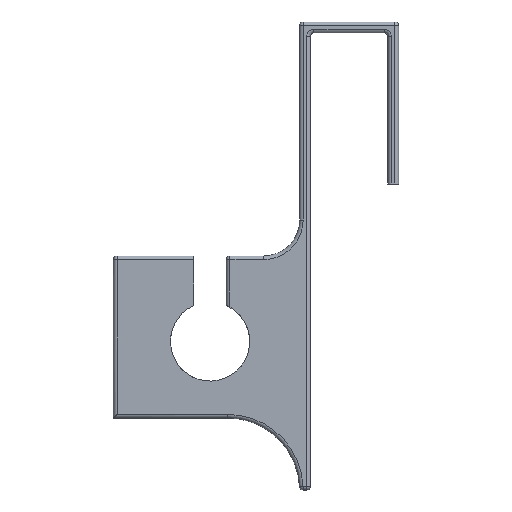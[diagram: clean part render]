
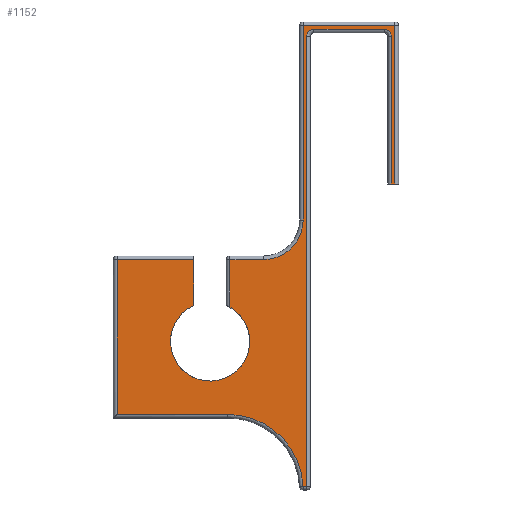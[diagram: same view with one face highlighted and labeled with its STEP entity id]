
A CAD part, left-side view. The second image highlights one B-rep face of the part: STEP entity #1152.
In plain terms, the highlighted planar face has unit normal (-1, 0, 0).
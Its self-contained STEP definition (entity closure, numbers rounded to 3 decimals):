
#93=CIRCLE('',#1256,11.);
#94=CIRCLE('',#1257,21.);
#95=CIRCLE('',#1258,2.);
#96=CIRCLE('',#1259,2.);
#97=CIRCLE('',#1260,11.);
#242=ORIENTED_EDGE('',*,*,#582,.T.);
#243=ORIENTED_EDGE('',*,*,#583,.T.);
#244=ORIENTED_EDGE('',*,*,#584,.T.);
#245=ORIENTED_EDGE('',*,*,#585,.T.);
#246=ORIENTED_EDGE('',*,*,#586,.T.);
#247=ORIENTED_EDGE('',*,*,#587,.T.);
#248=ORIENTED_EDGE('',*,*,#588,.T.);
#249=ORIENTED_EDGE('',*,*,#589,.T.);
#250=ORIENTED_EDGE('',*,*,#590,.T.);
#251=ORIENTED_EDGE('',*,*,#591,.T.);
#252=ORIENTED_EDGE('',*,*,#592,.F.);
#253=ORIENTED_EDGE('',*,*,#593,.T.);
#254=ORIENTED_EDGE('',*,*,#594,.F.);
#255=ORIENTED_EDGE('',*,*,#595,.T.);
#256=ORIENTED_EDGE('',*,*,#544,.T.);
#257=ORIENTED_EDGE('',*,*,#596,.T.);
#258=ORIENTED_EDGE('',*,*,#597,.T.);
#259=ORIENTED_EDGE('',*,*,#598,.T.);
#260=ORIENTED_EDGE('',*,*,#599,.F.);
#544=EDGE_CURVE('',#717,#716,#811,.T.);
#582=EDGE_CURVE('',#748,#749,#842,.T.);
#583=EDGE_CURVE('',#749,#750,#843,.T.);
#584=EDGE_CURVE('',#750,#751,#93,.T.);
#585=EDGE_CURVE('',#751,#752,#844,.T.);
#586=EDGE_CURVE('',#752,#753,#845,.T.);
#587=EDGE_CURVE('',#753,#754,#846,.T.);
#588=EDGE_CURVE('',#754,#755,#847,.T.);
#589=EDGE_CURVE('',#755,#756,#94,.T.);
#590=EDGE_CURVE('',#756,#757,#848,.T.);
#591=EDGE_CURVE('',#757,#758,#849,.T.);
#592=EDGE_CURVE('',#759,#758,#95,.F.);
#593=EDGE_CURVE('',#759,#760,#850,.T.);
#594=EDGE_CURVE('',#761,#760,#96,.F.);
#595=EDGE_CURVE('',#761,#717,#851,.T.);
#596=EDGE_CURVE('',#716,#762,#852,.T.);
#597=EDGE_CURVE('',#762,#763,#853,.T.);
#598=EDGE_CURVE('',#763,#764,#854,.T.);
#599=EDGE_CURVE('',#748,#764,#97,.F.);
#716=VERTEX_POINT('',#1871);
#717=VERTEX_POINT('',#1873);
#748=VERTEX_POINT('',#1948);
#749=VERTEX_POINT('',#1949);
#750=VERTEX_POINT('',#1951);
#751=VERTEX_POINT('',#1953);
#752=VERTEX_POINT('',#1955);
#753=VERTEX_POINT('',#1957);
#754=VERTEX_POINT('',#1959);
#755=VERTEX_POINT('',#1961);
#756=VERTEX_POINT('',#1963);
#757=VERTEX_POINT('',#1965);
#758=VERTEX_POINT('',#1967);
#759=VERTEX_POINT('',#1969);
#760=VERTEX_POINT('',#1971);
#761=VERTEX_POINT('',#1973);
#762=VERTEX_POINT('',#1976);
#763=VERTEX_POINT('',#1978);
#764=VERTEX_POINT('',#1980);
#811=LINE('',#1872,#904);
#842=LINE('',#1947,#935);
#843=LINE('',#1950,#936);
#844=LINE('',#1954,#937);
#845=LINE('',#1956,#938);
#846=LINE('',#1958,#939);
#847=LINE('',#1960,#940);
#848=LINE('',#1964,#941);
#849=LINE('',#1966,#942);
#850=LINE('',#1970,#943);
#851=LINE('',#1974,#944);
#852=LINE('',#1975,#945);
#853=LINE('',#1977,#946);
#854=LINE('',#1979,#947);
#904=VECTOR('',#1449,1000.);
#935=VECTOR('',#1506,1000.);
#936=VECTOR('',#1507,1000.);
#937=VECTOR('',#1510,1000.);
#938=VECTOR('',#1511,1000.);
#939=VECTOR('',#1512,1000.);
#940=VECTOR('',#1513,1000.);
#941=VECTOR('',#1516,1000.);
#942=VECTOR('',#1517,1000.);
#943=VECTOR('',#1520,1000.);
#944=VECTOR('',#1523,1000.);
#945=VECTOR('',#1524,1000.);
#946=VECTOR('',#1525,1000.);
#947=VECTOR('',#1526,1000.);
#978=EDGE_LOOP('',(#242,#243,#244,#245,#246,#247,#248,#249,#250,#251,#252,
#253,#254,#255,#256,#257,#258,#259,#260));
#1054=FACE_BOUND('',#978,.T.);
#1129=PLANE('',#1255);
#1152=ADVANCED_FACE('',(#1054),#1129,.F.);
#1255=AXIS2_PLACEMENT_3D('',#1946,#1504,#1505);
#1256=AXIS2_PLACEMENT_3D('',#1952,#1508,#1509);
#1257=AXIS2_PLACEMENT_3D('',#1962,#1514,#1515);
#1258=AXIS2_PLACEMENT_3D('',#1968,#1518,#1519);
#1259=AXIS2_PLACEMENT_3D('',#1972,#1521,#1522);
#1260=AXIS2_PLACEMENT_3D('',#1981,#1527,#1528);
#1449=DIRECTION('',(0.,-1.,0.));
#1504=DIRECTION('',(1.,0.,0.));
#1505=DIRECTION('',(0.,0.,-1.));
#1506=DIRECTION('',(0.,1.,0.));
#1507=DIRECTION('',(0.,0.,-1.));
#1508=DIRECTION('',(1.,0.,0.));
#1509=DIRECTION('',(0.,0.,-1.));
#1510=DIRECTION('',(0.,0.,1.));
#1511=DIRECTION('',(0.,1.,0.));
#1512=DIRECTION('',(0.,0.,-1.));
#1513=DIRECTION('',(0.,-1.,0.));
#1514=DIRECTION('',(1.,0.,0.));
#1515=DIRECTION('',(0.,0.,-1.));
#1516=DIRECTION('',(0.,-1.,0.));
#1517=DIRECTION('',(0.,0.,1.));
#1518=DIRECTION('',(1.,0.,0.));
#1519=DIRECTION('',(0.,0.,-1.));
#1520=DIRECTION('',(0.,-1.,0.));
#1521=DIRECTION('',(1.,0.,0.));
#1522=DIRECTION('',(0.,0.,-1.));
#1523=DIRECTION('',(0.,0.,-1.));
#1524=DIRECTION('',(0.,0.,1.));
#1525=DIRECTION('',(0.,1.,0.));
#1526=DIRECTION('',(0.,0.,-1.));
#1527=DIRECTION('',(1.,0.,0.));
#1528=DIRECTION('',(0.,0.,-1.));
#1871=CARTESIAN_POINT('',(0.,-47.75,43.75));
#1872=CARTESIAN_POINT('',(0.,-48.75,43.75));
#1873=CARTESIAN_POINT('',(0.,-46.75,43.75));
#1946=CARTESIAN_POINT('',(0.,-1.25,-41.25));
#1947=CARTESIAN_POINT('',(0.,-0.9,22.75));
#1948=CARTESIAN_POINT('',(0.,-11.25,22.75));
#1949=CARTESIAN_POINT('',(0.,-1.9,22.75));
#1950=CARTESIAN_POINT('',(0.,-1.9,-41.25));
#1951=CARTESIAN_POINT('',(0.,-1.9,9.526));
#1952=CARTESIAN_POINT('',(0.,3.6,0.));
#1953=CARTESIAN_POINT('',(0.,8.1,10.037));
#1954=CARTESIAN_POINT('',(0.,8.1,-41.25));
#1955=CARTESIAN_POINT('',(0.,8.1,22.75));
#1956=CARTESIAN_POINT('',(0.,30.45,22.75));
#1957=CARTESIAN_POINT('',(0.,29.45,22.75));
#1958=CARTESIAN_POINT('',(0.,29.45,-21.25));
#1959=CARTESIAN_POINT('',(0.,29.45,-20.25));
#1960=CARTESIAN_POINT('',(0.,-1.25,-20.25));
#1961=CARTESIAN_POINT('',(0.,-1.25,-20.25));
#1962=CARTESIAN_POINT('',(0.,-1.25,-41.25));
#1963=CARTESIAN_POINT('',(0.,-22.226,-40.25));
#1964=CARTESIAN_POINT('',(0.,-24.25,-40.25));
#1965=CARTESIAN_POINT('',(0.,-23.25,-40.25));
#1966=CARTESIAN_POINT('',(0.,-23.25,85.75));
#1967=CARTESIAN_POINT('',(0.,-23.25,84.75));
#1968=CARTESIAN_POINT('',(0.,-25.25,84.75));
#1969=CARTESIAN_POINT('',(0.,-25.25,86.75));
#1970=CARTESIAN_POINT('',(0.,-45.75,86.75));
#1971=CARTESIAN_POINT('',(0.,-44.75,86.75));
#1972=CARTESIAN_POINT('',(0.,-44.75,84.75));
#1973=CARTESIAN_POINT('',(0.,-46.75,84.75));
#1974=CARTESIAN_POINT('',(0.,-46.75,43.75));
#1975=CARTESIAN_POINT('',(0.,-47.75,88.75));
#1976=CARTESIAN_POINT('',(0.,-47.75,87.75));
#1977=CARTESIAN_POINT('',(0.,-21.25,87.75));
#1978=CARTESIAN_POINT('',(0.,-22.25,87.75));
#1979=CARTESIAN_POINT('',(0.,-22.25,33.704));
#1980=CARTESIAN_POINT('',(0.,-22.25,33.75));
#1981=CARTESIAN_POINT('',(0.,-11.25,33.75));
